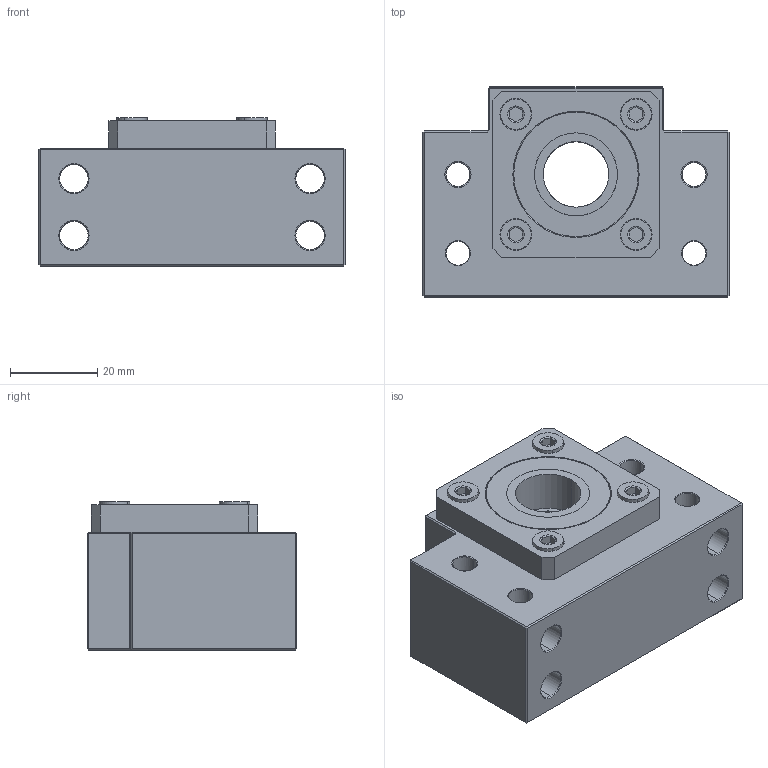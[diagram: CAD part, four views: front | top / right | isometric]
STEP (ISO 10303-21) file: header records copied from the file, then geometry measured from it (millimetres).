
FILE_DESCRIPTION (( 'STEP AP203' ), '1' );
FILE_NAME ('BK-15.STEP', '2024-11-25T07:13:03', ( '' ), ( '' ), 'SwSTEP 2.0', 'SolidWorks 2021', '' );
FILE_SCHEMA (( 'CONFIG_CONTROL_DESIGN' ));
Length unit declared in the file: millimetre
Products named in the file (1): BK-15
Bounding box: 70 x 48.01 x 33.9 mm (x, y, z)
Surface area: 104751.9 mm2
Topology: 30 solids, 30 shells, 1098 faces, 2896 edges, 1796 vertices
Faces by surface type: bspline 480, cylinder 344, plane 202, cone 72
Entity records: 42415 total; most frequent: CARTESIAN_POINT 17159, ORIENTED_EDGE 5616, DIRECTION 5250, EDGE_CURVE 2808, AXIS2_PLACEMENT_3D 2319, VERTEX_POINT 1796, CIRCLE 1700, EDGE_LOOP 1256
